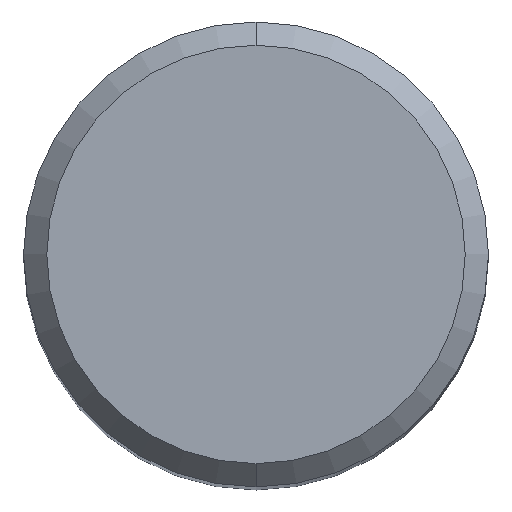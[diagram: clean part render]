
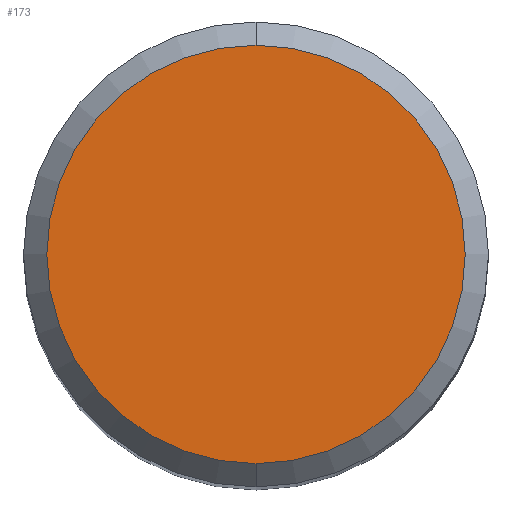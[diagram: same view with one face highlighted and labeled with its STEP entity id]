
A CAD part, top view. The second image highlights one B-rep face of the part: STEP entity #173.
In plain terms, the highlighted planar face has unit normal (0, 0, 1).
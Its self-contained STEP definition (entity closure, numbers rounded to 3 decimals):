
#173=ADVANCED_FACE('',(#472),#473,.T.);
#191=VERTEX_POINT('',#494);
#337=EDGE_CURVE('',#343,#191,#653,.T.);
#343=VERTEX_POINT('',#660);
#407=EDGE_CURVE('',#191,#343,#731,.T.);
#472=FACE_OUTER_BOUND('',#792,.T.);
#473=PLANE('',#793);
#494=CARTESIAN_POINT('',(0.,-4.5,0.0));
#653=CIRCLE('',#1203,4.5);
#660=CARTESIAN_POINT('',(0.0,4.5,0.0));
#731=CIRCLE('',#1354,4.5);
#792=EDGE_LOOP('',(#1446,#1447));
#793=AXIS2_PLACEMENT_3D('',#1448,#1449,#1450);
#1203=AXIS2_PLACEMENT_3D('',#1640,#1641,#1642);
#1354=AXIS2_PLACEMENT_3D('',#1741,#1742,#1743);
#1446=ORIENTED_EDGE('',*,*,#337,.F.);
#1447=ORIENTED_EDGE('',*,*,#407,.F.);
#1448=CARTESIAN_POINT('',(0.0,2.25,0.0));
#1449=DIRECTION('',(-0.0,0.0,1.0));
#1450=DIRECTION('',(0.0,-1.0,0.0));
#1640=CARTESIAN_POINT('',(0.0,0.0,0.0));
#1641=DIRECTION('',(0.0,0.0,-1.0));
#1642=DIRECTION('',(0.0,1.0,0.0));
#1741=CARTESIAN_POINT('',(0.0,0.0,0.0));
#1742=DIRECTION('',(0.0,0.0,-1.0));
#1743=DIRECTION('',(0.0,1.0,0.0));
